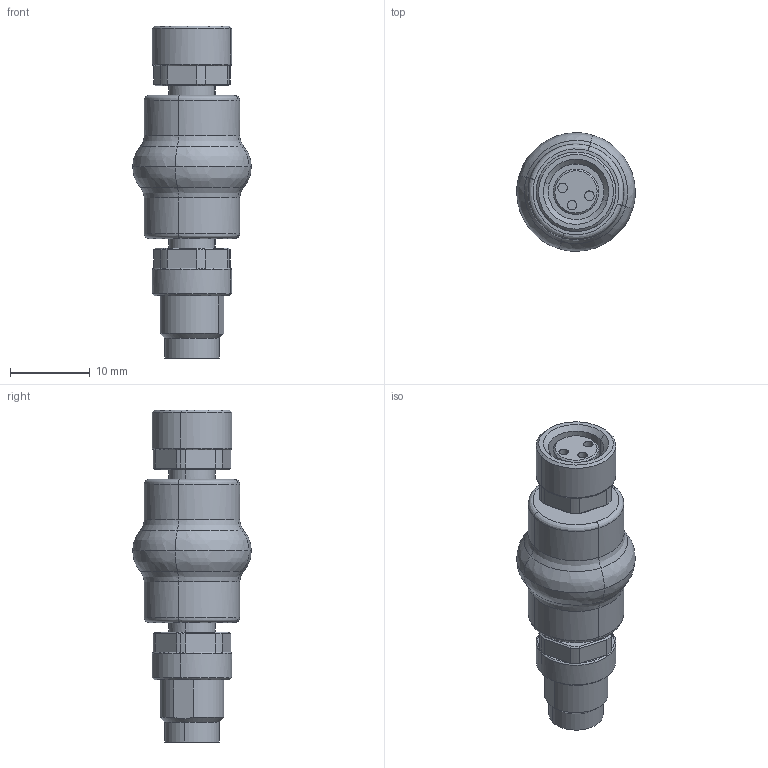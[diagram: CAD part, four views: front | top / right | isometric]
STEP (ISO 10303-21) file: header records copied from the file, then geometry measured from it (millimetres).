
FILE_DESCRIPTION(('CATIA V5 STEP Exchange','CAx-IF Rec.Pracs.--- Model Styling and Organization---1.4--- 2014-01-23'),'2;1');
FILE_NAME ('442596-4_0_1990570000_1990570000.stp','2020-11-11T16:41:03+00:00',('none'),('Weidmueller'),'CATIA Version 5-6 Release 2016 SP3 HF44','CATIA V5 STEP AP214','none');
FILE_SCHEMA(('AUTOMOTIVE_DESIGN { 1 0 10303 214 1 1 1 1 }'));
Length unit declared in the file: millimetre
Products named in the file (1): 1990570000
Bounding box: 14.88 x 14.88 x 41.7 mm (x, y, z)
Volume: 3478.7 mm3; surface area: 2666.9 mm2
Topology: 5 solids, 5 shells, 217 faces, 494 edges, 300 vertices
Faces by surface type: cylinder 70, plane 61, bspline 56, cone 26, torus 4
Entity records: 6505 total; most frequent: CARTESIAN_POINT 2435, ORIENTED_EDGE 988, DIRECTION 581, EDGE_CURVE 494, VERTEX_POINT 300, AXIS2_PLACEMENT_3D 296, EDGE_LOOP 238, ADVANCED_FACE 217
